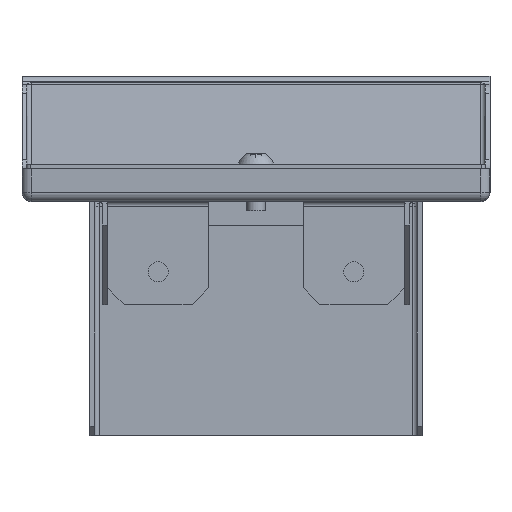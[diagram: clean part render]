
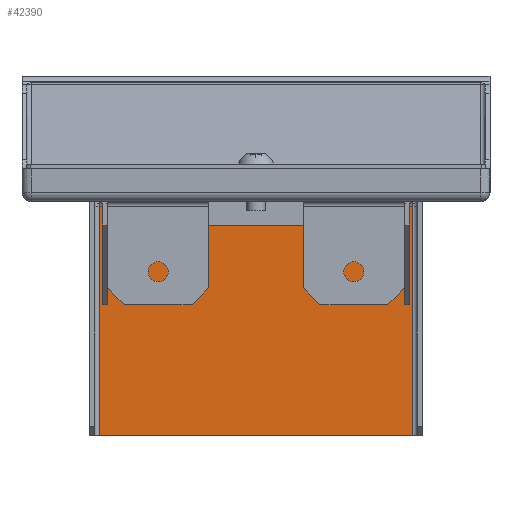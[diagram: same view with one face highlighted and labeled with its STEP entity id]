
A CAD part, left-side view. The second image highlights one B-rep face of the part: STEP entity #42390.
In plain terms, the highlighted planar face has unit normal (-1, 0, 0).
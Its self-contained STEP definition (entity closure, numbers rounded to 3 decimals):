
#3380=CARTESIAN_POINT('',(164.5,-33.5,267.));
#3390=VERTEX_POINT('',#3380);
#4110=CARTESIAN_POINT('',(164.5,33.5,267.));
#4120=VERTEX_POINT('',#4110);
#4150=CARTESIAN_POINT('',(164.5,33.,267.));
#4160=DIRECTION('',(0.,1.,0.));
#4170=VECTOR('',#4160,1.);
#4180=LINE('',#4150,#4170);
#4190=EDGE_CURVE('',#3390,#4120,#4180,.T.);
#8950=CARTESIAN_POINT('',(164.5,33.5,322.));
#8960=VERTEX_POINT('',#8950);
#8990=CARTESIAN_POINT('',(164.5,33.5,317.));
#9000=DIRECTION('',(0.,0.,-1.));
#9010=VECTOR('',#9000,1.);
#9020=LINE('',#8990,#9010);
#9030=EDGE_CURVE('',#8960,#4120,#9020,.T.);
#14810=CARTESIAN_POINT('',(164.5,-33.5,317.));
#14820=DIRECTION('',(0.,0.,-1.));
#14830=VECTOR('',#14820,1.);
#14840=LINE('',#14810,#14830);
#14850=CARTESIAN_POINT('',(164.5,-33.5,322.));
#14860=VERTEX_POINT('',#14850);
#14870=EDGE_CURVE('',#14860,#3390,#14840,.T.);
#27460=CARTESIAN_POINT('',(164.5,-13.,322.));
#27470=VERTEX_POINT('',#27460);
#31460=CARTESIAN_POINT('',(164.5,13.,322.));
#31470=VERTEX_POINT('',#31460);
#35510=CARTESIAN_POINT('',(164.5,33.,322.));
#35520=DIRECTION('',(0.,-1.,0.));
#35530=VECTOR('',#35520,1.);
#35540=LINE('',#35510,#35530);
#35550=EDGE_CURVE('',#31470,#27470,#35540,.T.);
#42160=CARTESIAN_POINT('',(164.5,-32.5,317.));
#42170=DIRECTION('',(1.,0.,0.));
#42180=DIRECTION('',(0.,-1.,0.));
#42190=AXIS2_PLACEMENT_3D('',#42160,#42170,#42180);
#42200=PLANE('',#42190);
#42210=CARTESIAN_POINT('',(164.5,-33.,322.));
#42220=DIRECTION('',(0.,-1.,0.));
#42230=VECTOR('',#42220,1.);
#42240=LINE('',#42210,#42230);
#42250=EDGE_CURVE('',#27470,#14860,#42240,.T.);
#42260=ORIENTED_EDGE('',*,*,#42250,.F.);
#42270=ORIENTED_EDGE('',*,*,#14870,.F.);
#42280=ORIENTED_EDGE('',*,*,#4190,.F.);
#42290=ORIENTED_EDGE('',*,*,#9030,.T.);
#42300=CARTESIAN_POINT('',(164.5,33.,322.));
#42310=DIRECTION('',(0.,1.,0.));
#42320=VECTOR('',#42310,1.);
#42330=LINE('',#42300,#42320);
#42340=EDGE_CURVE('',#31470,#8960,#42330,.T.);
#42350=ORIENTED_EDGE('',*,*,#42340,.T.);
#42360=ORIENTED_EDGE('',*,*,#35550,.F.);
#42370=EDGE_LOOP('',(#42360,#42350,#42290,#42280,#42270,#42260));
#42380=FACE_OUTER_BOUND('',#42370,.T.);
#42390=ADVANCED_FACE('',(#42380),#42200,.F.);
